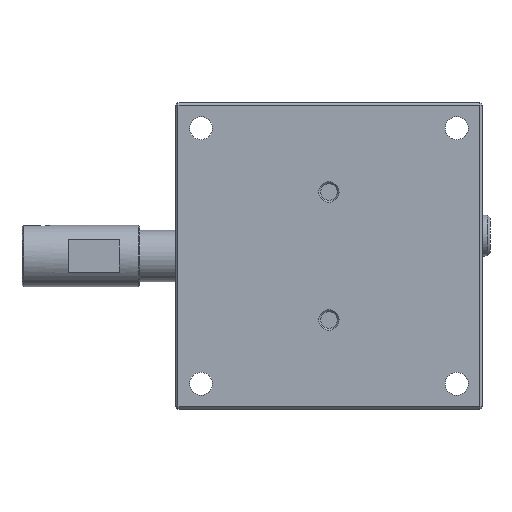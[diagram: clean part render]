
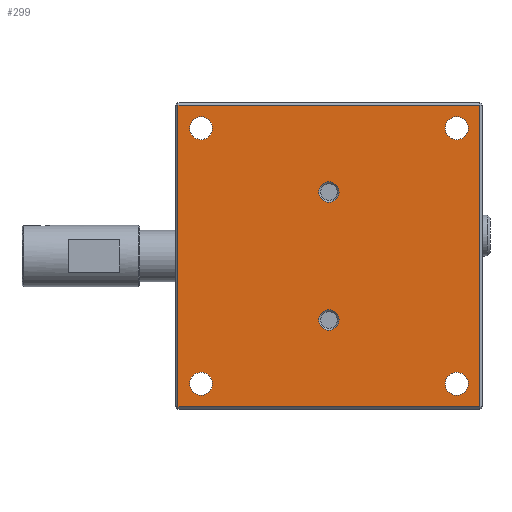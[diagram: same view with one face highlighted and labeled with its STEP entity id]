
A CAD part, front view. The second image highlights one B-rep face of the part: STEP entity #299.
In plain terms, the highlighted planar face has unit normal (0, -1, 0).
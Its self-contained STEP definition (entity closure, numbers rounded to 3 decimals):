
#149 = VERTEX_POINT ( 'NONE', #2641 ) ;
#299 = ADVANCED_FACE ( 'NONE', ( #994, #370, #1639, #4140, #1031, #3793, #2523 ), #5625, .F. ) ;
#370 = FACE_BOUND ( 'NONE', #1906, .T. ) ;
#388 = EDGE_CURVE ( 'NONE', #4745, #6448, #7492, .T. ) ;
#487 = EDGE_LOOP ( 'NONE', ( #812 ) ) ;
#502 = VECTOR ( 'NONE', #5608, 1000. ) ;
#537 = CARTESIAN_POINT ( 'NONE',  ( -25., -8., -25. ) ) ;
#551 = VECTOR ( 'NONE', #570, 1000. ) ;
#570 = DIRECTION ( 'NONE',  ( -1., 0., 0. ) ) ;
#597 = EDGE_CURVE ( 'NONE', #7180, #7180, #7325, .T. ) ;
#812 = ORIENTED_EDGE ( 'NONE', *, *, #8009, .F. ) ;
#994 = FACE_BOUND ( 'NONE', #487, .T. ) ;
#1031 = FACE_BOUND ( 'NONE', #4872, .T. ) ;
#1178 = EDGE_CURVE ( 'NONE', #2486, #2486, #5056, .T. ) ;
#1183 = CARTESIAN_POINT ( 'NONE',  ( -25., -8., -27.25 ) ) ;
#1318 = ORIENTED_EDGE ( 'NONE', *, *, #5209, .F. ) ;
#1390 = CARTESIAN_POINT ( 'NONE',  ( -25., -8., 22.75 ) ) ;
#1563 = DIRECTION ( 'NONE',  ( 0., -1., 0. ) ) ;
#1639 = FACE_BOUND ( 'NONE', #4781, .T. ) ;
#1683 = CARTESIAN_POINT ( 'NONE',  ( 25., -8., -25. ) ) ;
#1833 = CARTESIAN_POINT ( 'NONE',  ( 0., -8., -29.5 ) ) ;
#1863 = ORIENTED_EDGE ( 'NONE', *, *, #1178, .F. ) ;
#1906 = EDGE_LOOP ( 'NONE', ( #7185 ) ) ;
#2083 = ORIENTED_EDGE ( 'NONE', *, *, #7296, .F. ) ;
#2174 = DIRECTION ( 'NONE',  ( 0., -1., 0. ) ) ;
#2196 = CARTESIAN_POINT ( 'NONE',  ( 25., -8., 22.75 ) ) ;
#2199 = CIRCLE ( 'NONE', #3244, 2.25 ) ;
#2258 = CARTESIAN_POINT ( 'NONE',  ( 0., -8., 12.5 ) ) ;
#2360 = VERTEX_POINT ( 'NONE', #1183 ) ;
#2442 = DIRECTION ( 'NONE',  ( 0., 1., 0. ) ) ;
#2486 = VERTEX_POINT ( 'NONE', #3023 ) ;
#2523 = FACE_OUTER_BOUND ( 'NONE', #7634, .T. ) ;
#2545 = DIRECTION ( 'NONE',  ( 0., -1., 0. ) ) ;
#2641 = CARTESIAN_POINT ( 'NONE',  ( 25., -8., -27.25 ) ) ;
#2647 = CIRCLE ( 'NONE', #2779, 2.25 ) ;
#2779 = AXIS2_PLACEMENT_3D ( 'NONE', #1683, #1563, #6655 ) ;
#2825 = CARTESIAN_POINT ( 'NONE',  ( 0., -8., -14.5 ) ) ;
#2930 = EDGE_CURVE ( 'NONE', #6967, #6967, #7620, .T. ) ;
#3023 = CARTESIAN_POINT ( 'NONE',  ( 0., -8., 10.5 ) ) ;
#3159 = CARTESIAN_POINT ( 'NONE',  ( -25., -8., 25. ) ) ;
#3244 = AXIS2_PLACEMENT_3D ( 'NONE', #4428, #2174, #3519 ) ;
#3396 = CIRCLE ( 'NONE', #6520, 2.25 ) ;
#3519 = DIRECTION ( 'NONE',  ( 0., 0., -1. ) ) ;
#3587 = ORIENTED_EDGE ( 'NONE', *, *, #6016, .F. ) ;
#3596 = CARTESIAN_POINT ( 'NONE',  ( -29.5, -8., -29.5 ) ) ;
#3706 = LINE ( 'NONE', #4447, #3773 ) ;
#3749 = CARTESIAN_POINT ( 'NONE',  ( 0., -8., 0. ) ) ;
#3773 = VECTOR ( 'NONE', #6916, 1000. ) ;
#3791 = VERTEX_POINT ( 'NONE', #3910 ) ;
#3793 = FACE_BOUND ( 'NONE', #7994, .T. ) ;
#3910 = CARTESIAN_POINT ( 'NONE',  ( 29.5, -8., 29.5 ) ) ;
#4135 = VERTEX_POINT ( 'NONE', #2196 ) ;
#4140 = FACE_BOUND ( 'NONE', #4311, .T. ) ;
#4178 = EDGE_CURVE ( 'NONE', #4135, #4135, #2199, .T. ) ;
#4311 = EDGE_LOOP ( 'NONE', ( #6854 ) ) ;
#4428 = CARTESIAN_POINT ( 'NONE',  ( 25., -8., 25. ) ) ;
#4447 = CARTESIAN_POINT ( 'NONE',  ( 0., -8., 29.5 ) ) ;
#4472 = AXIS2_PLACEMENT_3D ( 'NONE', #3749, #2442, #6880 ) ;
#4745 = VERTEX_POINT ( 'NONE', #6698 ) ;
#4759 = DIRECTION ( 'NONE',  ( 0., -1., 0. ) ) ;
#4781 = EDGE_LOOP ( 'NONE', ( #3587 ) ) ;
#4872 = EDGE_LOOP ( 'NONE', ( #5470 ) ) ;
#4877 = DIRECTION ( 'NONE',  ( 0., 0., 1. ) ) ;
#5056 = CIRCLE ( 'NONE', #7127, 2. ) ;
#5209 = EDGE_CURVE ( 'NONE', #6358, #3791, #3706, .T. ) ;
#5470 = ORIENTED_EDGE ( 'NONE', *, *, #597, .F. ) ;
#5569 = CARTESIAN_POINT ( 'NONE',  ( 29.5, -8., 0. ) ) ;
#5593 = DIRECTION ( 'NONE',  ( 0., 0., -1. ) ) ;
#5599 = CARTESIAN_POINT ( 'NONE',  ( -29.5, -8., 0. ) ) ;
#5608 = DIRECTION ( 'NONE',  ( 0., 0., -1. ) ) ;
#5616 = AXIS2_PLACEMENT_3D ( 'NONE', #7167, #7125, #7289 ) ;
#5625 = PLANE ( 'NONE',  #4472 ) ;
#5693 = DIRECTION ( 'NONE',  ( 0., 0., -1. ) ) ;
#6016 = EDGE_CURVE ( 'NONE', #2360, #2360, #3396, .T. ) ;
#6176 = ORIENTED_EDGE ( 'NONE', *, *, #388, .F. ) ;
#6358 = VERTEX_POINT ( 'NONE', #7337 ) ;
#6448 = VERTEX_POINT ( 'NONE', #3596 ) ;
#6520 = AXIS2_PLACEMENT_3D ( 'NONE', #537, #7458, #5593 ) ;
#6655 = DIRECTION ( 'NONE',  ( 0., 0., -1. ) ) ;
#6698 = CARTESIAN_POINT ( 'NONE',  ( 29.5, -8., -29.5 ) ) ;
#6703 = LINE ( 'NONE', #5599, #7842 ) ;
#6716 = AXIS2_PLACEMENT_3D ( 'NONE', #3159, #2545, #5693 ) ;
#6827 = EDGE_CURVE ( 'NONE', #3791, #4745, #7360, .T. ) ;
#6854 = ORIENTED_EDGE ( 'NONE', *, *, #2930, .F. ) ;
#6880 = DIRECTION ( 'NONE',  ( 0., 0., 1. ) ) ;
#6916 = DIRECTION ( 'NONE',  ( 1., 0., 0. ) ) ;
#6967 = VERTEX_POINT ( 'NONE', #1390 ) ;
#7125 = DIRECTION ( 'NONE',  ( 0., -1., 0. ) ) ;
#7127 = AXIS2_PLACEMENT_3D ( 'NONE', #2258, #4759, #7229 ) ;
#7167 = CARTESIAN_POINT ( 'NONE',  ( 0., -8., -12.5 ) ) ;
#7180 = VERTEX_POINT ( 'NONE', #2825 ) ;
#7185 = ORIENTED_EDGE ( 'NONE', *, *, #4178, .F. ) ;
#7229 = DIRECTION ( 'NONE',  ( 0., 0., -1. ) ) ;
#7289 = DIRECTION ( 'NONE',  ( 0., 0., -1. ) ) ;
#7296 = EDGE_CURVE ( 'NONE', #6448, #6358, #6703, .T. ) ;
#7325 = CIRCLE ( 'NONE', #5616, 2. ) ;
#7337 = CARTESIAN_POINT ( 'NONE',  ( -29.5, -8., 29.5 ) ) ;
#7360 = LINE ( 'NONE', #5569, #502 ) ;
#7458 = DIRECTION ( 'NONE',  ( 0., -1., 0. ) ) ;
#7492 = LINE ( 'NONE', #1833, #551 ) ;
#7620 = CIRCLE ( 'NONE', #6716, 2.25 ) ;
#7634 = EDGE_LOOP ( 'NONE', ( #1318, #2083, #6176, #7844 ) ) ;
#7842 = VECTOR ( 'NONE', #4877, 1000. ) ;
#7844 = ORIENTED_EDGE ( 'NONE', *, *, #6827, .F. ) ;
#7994 = EDGE_LOOP ( 'NONE', ( #1863 ) ) ;
#8009 = EDGE_CURVE ( 'NONE', #149, #149, #2647, .T. ) ;
